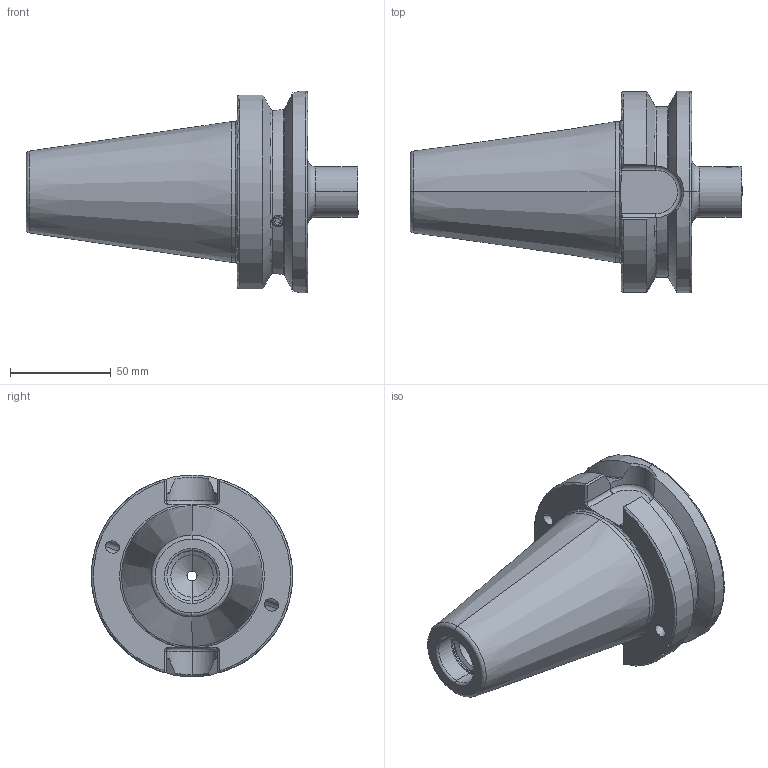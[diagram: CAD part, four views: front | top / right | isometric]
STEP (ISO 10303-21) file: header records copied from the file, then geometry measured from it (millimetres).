
FILE_DESCRIPTION (( 'STEP AP203' ), '1' );
FILE_NAME ('BB5-ST2.K01.063.STEP', '2016-02-12T09:43:19', ( 'SWIAdmin' ), ( 'Hewlett-Packard Company' ), 'SwSTEP 2.0', 'SolidWorks 2015', '' );
FILE_SCHEMA (( 'CONFIG_CONTROL_DESIGN' ));
Length unit declared in the file: millimetre
Products named in the file (4): BB5-ST2.K01.063_A_mit Bundk”lung; ST2-ER1.001.006_A; ISO 4026 - M6 x 5; BB5-ST2.K01.063
Assembly tree (3 placements, depth 2):
  BB5-ST2.K01.063
    BB5-ST2.K01.063_A_mit Bundk”lung
    ST2-ER1.001.006_A
    ISO 4026 - M6 x 5
Bounding box: 164.8 x 100 x 100 mm (x, y, z)
Volume: 475795.3 mm3; surface area: 54661.8 mm2
Topology: 3 solids, 3 shells, 170 faces, 426 edges, 261 vertices
Faces by surface type: cylinder 55, plane 45, torus 32, cone 32, bspline 6
Entity records: 6396 total; most frequent: CARTESIAN_POINT 2110, ORIENTED_EDGE 848, DIRECTION 776, EDGE_CURVE 424, AXIS2_PLACEMENT_3D 311, VERTEX_POINT 261, EDGE_LOOP 181, FACE_OUTER_BOUND 170
